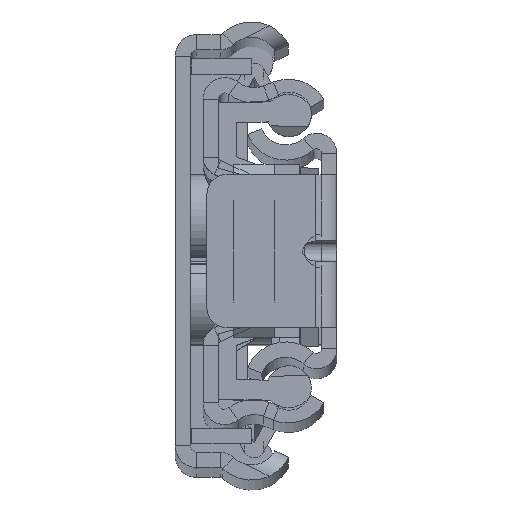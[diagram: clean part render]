
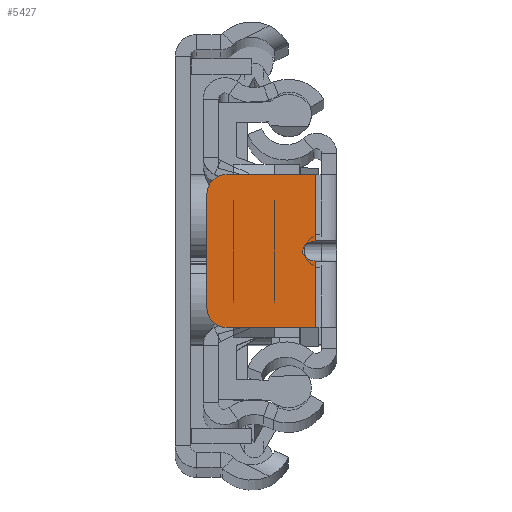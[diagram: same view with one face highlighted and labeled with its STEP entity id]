
A CAD part, top view. The second image highlights one B-rep face of the part: STEP entity #5427.
In plain terms, the highlighted planar face has unit normal (0, 0, 1).
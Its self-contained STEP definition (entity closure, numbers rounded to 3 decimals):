
#640 = VECTOR ( 'NONE', #15783, 1000. ) ;
#1070 = ORIENTED_EDGE ( 'NONE', *, *, #22680, .T. ) ;
#1337 = DIRECTION ( 'NONE',  ( 0., -1., 0. ) ) ;
#1720 = AXIS2_PLACEMENT_3D ( 'NONE', #2100, #8089, #19854 ) ;
#1977 = FACE_OUTER_BOUND ( 'NONE', #14742, .T. ) ;
#2057 = ORIENTED_EDGE ( 'NONE', *, *, #25686, .T. ) ;
#2100 = CARTESIAN_POINT ( 'NONE',  ( 0., 0., 0. ) ) ;
#2463 = VECTOR ( 'NONE', #18629, 1000. ) ;
#2551 = ORIENTED_EDGE ( 'NONE', *, *, #23548, .F. ) ;
#2862 = CARTESIAN_POINT ( 'NONE',  ( -10.2, 4.5, 0. ) ) ;
#3193 = EDGE_CURVE ( 'NONE', #16169, #13761, #4658, .T. ) ;
#3401 = DIRECTION ( 'NONE',  ( -1., 0., 0. ) ) ;
#3504 = ORIENTED_EDGE ( 'NONE', *, *, #21546, .T. ) ;
#4217 = DIRECTION ( 'NONE',  ( 0., 0., 1. ) ) ;
#4334 = VECTOR ( 'NONE', #1337, 1000. ) ;
#4419 = DIRECTION ( 'NONE',  ( 0., -1., 0. ) ) ;
#4636 = CIRCLE ( 'NONE', #12151, 1.5 ) ;
#4658 = LINE ( 'NONE', #6627, #2463 ) ;
#5274 = EDGE_CURVE ( 'NONE', #13738, #16169, #4636, .T. ) ;
#5427 = ADVANCED_FACE ( 'NONE', ( #1977 ), #16046, .F. ) ;
#6073 = CARTESIAN_POINT ( 'NONE',  ( -8.7, 4.5, 0. ) ) ;
#6627 = CARTESIAN_POINT ( 'NONE',  ( 0., -6., 0. ) ) ;
#6708 = CARTESIAN_POINT ( 'NONE',  ( -1.7, -0.79, 0. ) ) ;
#6938 = CARTESIAN_POINT ( 'NONE',  ( -1.7, 6., 0. ) ) ;
#7452 = CARTESIAN_POINT ( 'NONE',  ( -3.497, 0.64, 0. ) ) ;
#7470 = CARTESIAN_POINT ( 'NONE',  ( -8.7, -6., 0. ) ) ;
#8077 = CARTESIAN_POINT ( 'NONE',  ( -10.2, 0., 0. ) ) ;
#8089 = DIRECTION ( 'NONE',  ( 0., 0., -1. ) ) ;
#9288 = CARTESIAN_POINT ( 'NONE',  ( -1.7, -0.79, 0. ) ) ;
#9779 = EDGE_CURVE ( 'NONE', #21966, #13761, #19712, .T. ) ;
#9817 = CARTESIAN_POINT ( 'NONE',  ( -1.7, -6., 0. ) ) ;
#10314 = CARTESIAN_POINT ( 'NONE',  ( 0., 6., 0. ) ) ;
#10948 = DIRECTION ( 'NONE',  ( -1., 0., 0. ) ) ;
#12067 = VERTEX_POINT ( 'NONE', #6938 ) ;
#12151 = AXIS2_PLACEMENT_3D ( 'NONE', #25327, #19070, #3401 ) ;
#12602 = ORIENTED_EDGE ( 'NONE', *, *, #5274, .T. ) ;
#13340 = CARTESIAN_POINT ( 'NONE',  ( -1.7, -6., 0. ) ) ;
#13618 = LINE ( 'NONE', #13340, #4334 ) ;
#13738 = VERTEX_POINT ( 'NONE', #22081 ) ;
#13761 = VERTEX_POINT ( 'NONE', #23923 ) ;
#14030 = DIRECTION ( 'NONE',  ( -1., 0., 0. ) ) ;
#14742 = EDGE_LOOP ( 'NONE', ( #1070, #2057, #3504, #12602, #17834, #16885, #16625, #2551 ) ) ;
#15122 = CARTESIAN_POINT ( 'NONE',  ( -8.7, 6., 0. ) ) ;
#15783 = DIRECTION ( 'NONE',  ( 0., -1., 0. ) ) ;
#16046 = PLANE ( 'NONE',  #1720 ) ;
#16169 = VERTEX_POINT ( 'NONE', #7470 ) ;
#16289 = LINE ( 'NONE', #8077, #22164 ) ;
#16465 = VERTEX_POINT ( 'NONE', #2862 ) ;
#16625 = ORIENTED_EDGE ( 'NONE', *, *, #19781, .T. ) ;
#16885 = ORIENTED_EDGE ( 'NONE', *, *, #9779, .F. ) ;
#17244 = CARTESIAN_POINT ( 'NONE',  ( -1.7, 0.79, 0. ) ) ;
#17581 = CIRCLE ( 'NONE', #21748, 1.5 ) ;
#17834 = ORIENTED_EDGE ( 'NONE', *, *, #3193, .T. ) ;
#18170 = VERTEX_POINT ( 'NONE', #15122 ) ;
#18629 = DIRECTION ( 'NONE',  ( 1., 0., 0. ) ) ;
#19070 = DIRECTION ( 'NONE',  ( 0., 0., 1. ) ) ;
#19475 = CARTESIAN_POINT ( 'NONE',  ( -3.497, -0.64, 0. ) ) ;
#19712 = LINE ( 'NONE', #9817, #640 ) ;
#19781 = EDGE_CURVE ( 'NONE', #21966, #20149, #24029, .T. ) ;
#19854 = DIRECTION ( 'NONE',  ( -1., 0., 0. ) ) ;
#20149 = VERTEX_POINT ( 'NONE', #23970 ) ;
#20218 = LINE ( 'NONE', #10314, #23474 ) ;
#21546 = EDGE_CURVE ( 'NONE', #16465, #13738, #16289, .T. ) ;
#21748 = AXIS2_PLACEMENT_3D ( 'NONE', #6073, #4217, #14030 ) ;
#21966 = VERTEX_POINT ( 'NONE', #6708 ) ;
#22081 = CARTESIAN_POINT ( 'NONE',  ( -10.2, -4.5, 0. ) ) ;
#22164 = VECTOR ( 'NONE', #4419, 1000. ) ;
#22680 = EDGE_CURVE ( 'NONE', #12067, #18170, #20218, .T. ) ;
#23474 = VECTOR ( 'NONE', #10948, 1000. ) ;
#23548 = EDGE_CURVE ( 'NONE', #12067, #20149, #13618, .T. ) ;
#23923 = CARTESIAN_POINT ( 'NONE',  ( -1.7, -6., 0. ) ) ;
#23970 = CARTESIAN_POINT ( 'NONE',  ( -1.7, 0.79, 0. ) ) ;
#24029 =( BOUNDED_CURVE ( )  B_SPLINE_CURVE ( 3, ( #9288, #19475, #7452, #17244 ),
 .UNSPECIFIED., .F., .F. ) 
 B_SPLINE_CURVE_WITH_KNOTS ( ( 4, 4 ),
 ( 4.83, 7.736 ),
 .UNSPECIFIED. ) 
 CURVE ( )  GEOMETRIC_REPRESENTATION_ITEM ( )  RATIONAL_B_SPLINE_CURVE ( ( 1., 0.412, 0.412, 1. ) ) 
 REPRESENTATION_ITEM ( '' )  );
#25327 = CARTESIAN_POINT ( 'NONE',  ( -8.7, -4.5, 0. ) ) ;
#25686 = EDGE_CURVE ( 'NONE', #18170, #16465, #17581, .T. ) ;
